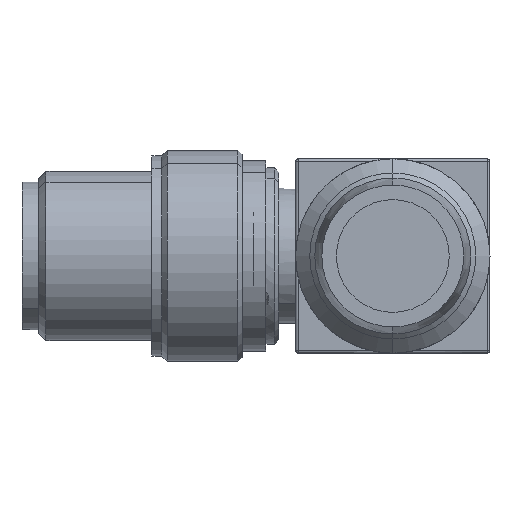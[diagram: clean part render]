
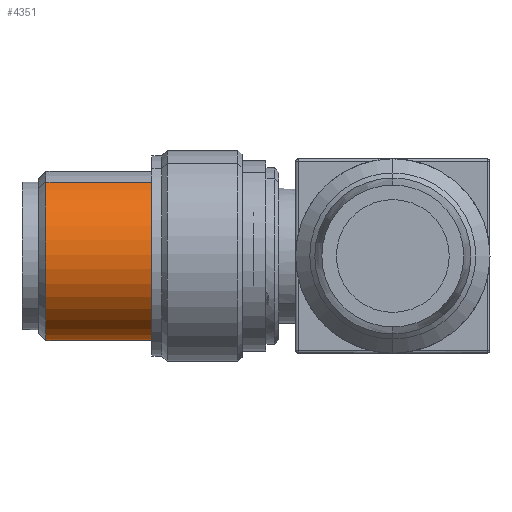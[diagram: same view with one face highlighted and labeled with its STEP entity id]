
A CAD part, front view. The second image highlights one B-rep face of the part: STEP entity #4351.
In plain terms, the highlighted cylindrical face has radius 6 mm (diameter 12 mm), a partial arc.
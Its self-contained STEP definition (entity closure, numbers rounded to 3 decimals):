
#296=CARTESIAN_POINT('',(-23.7,0.,0.));
#297=DIRECTION('',(-1.,0.,0.));
#298=DIRECTION('',(0.,0.486,-0.874));
#299=AXIS2_PLACEMENT_3D('',#296,#297,#298);
#306=DIRECTION('',(-1.,0.,0.));
#307=VECTOR('',#306,7.5);
#308=CARTESIAN_POINT('',(-23.7,-2.914,5.245));
#309=LINE('',#308,#307);
#310=DIRECTION('',(1.,0.,0.));
#311=VECTOR('',#310,7.5);
#312=CARTESIAN_POINT('',(-31.2,2.914,-5.245));
#313=LINE('',#312,#311);
#323=CARTESIAN_POINT('',(-31.2,0.,0.));
#324=DIRECTION('',(1.,0.,0.));
#325=DIRECTION('',(0.,-0.486,0.874));
#326=AXIS2_PLACEMENT_3D('',#323,#324,#325);
#3885=CARTESIAN_POINT('',(-23.7,2.914,-5.245));
#3886=CARTESIAN_POINT('',(-23.7,-2.914,5.245));
#3887=VERTEX_POINT('',#3885);
#3888=VERTEX_POINT('',#3886);
#3889=CARTESIAN_POINT('',(-31.2,2.914,-5.245));
#3890=VERTEX_POINT('',#3889);
#3891=CARTESIAN_POINT('',(-31.2,-2.914,5.245));
#3892=VERTEX_POINT('',#3891);
#4337=CARTESIAN_POINT('',(-23.55,0.,0.));
#4338=DIRECTION('',(-1.,0.,0.));
#4339=DIRECTION('',(0.,0.486,-0.874));
#4340=AXIS2_PLACEMENT_3D('',#4337,#4338,#4339);
#4341=CYLINDRICAL_SURFACE('',#4340,6.);
#4342=ORIENTED_EDGE('',*,*,#4330,.F.);
#4344=ORIENTED_EDGE('',*,*,#4343,.F.);
#4346=ORIENTED_EDGE('',*,*,#4345,.F.);
#4348=ORIENTED_EDGE('',*,*,#4347,.F.);
#4349=EDGE_LOOP('',(#4342,#4344,#4346,#4348));
#4350=FACE_OUTER_BOUND('',#4349,.F.);
#300=CIRCLE('',#299,6.);
#327=CIRCLE('',#326,6.);
#4330=EDGE_CURVE('',#3887,#3888,#300,.T.);
#4343=EDGE_CURVE('',#3890,#3887,#313,.T.);
#4345=EDGE_CURVE('',#3892,#3890,#327,.T.);
#4347=EDGE_CURVE('',#3888,#3892,#309,.T.);
#4351=ADVANCED_FACE('',(#4350),#4341,.T.);
